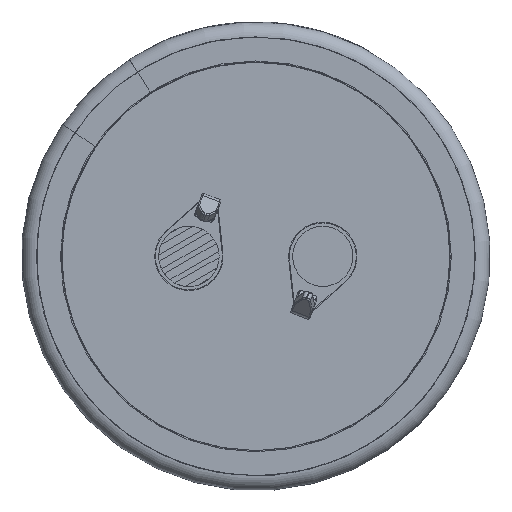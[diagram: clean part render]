
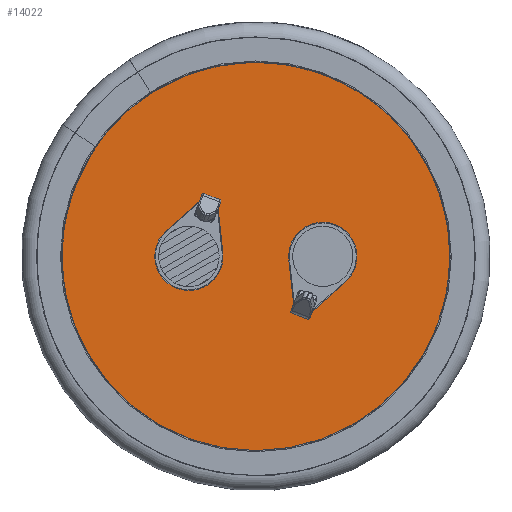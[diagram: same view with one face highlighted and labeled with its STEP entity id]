
A CAD part, front view. The second image highlights one B-rep face of the part: STEP entity #14022.
In plain terms, the highlighted planar face has unit normal (0, -1, 0).
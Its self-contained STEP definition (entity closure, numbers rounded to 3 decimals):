
#877=LINE('',#18095,#1534);
#878=LINE('',#18098,#1535);
#879=LINE('',#18100,#1536);
#880=LINE('',#18103,#1537);
#881=LINE('',#18106,#1538);
#882=LINE('',#18108,#1539);
#1534=VECTOR('',#15653,1000.);
#1535=VECTOR('',#15654,1000.);
#1536=VECTOR('',#15655,1000.);
#1537=VECTOR('',#15658,1000.);
#1538=VECTOR('',#15659,1000.);
#1539=VECTOR('',#15660,1000.);
#2238=ORIENTED_EDGE('',*,*,#5207,.T.);
#2239=ORIENTED_EDGE('',*,*,#5208,.F.);
#2240=ORIENTED_EDGE('',*,*,#5209,.F.);
#2241=ORIENTED_EDGE('',*,*,#5210,.F.);
#2242=ORIENTED_EDGE('',*,*,#5211,.F.);
#2243=ORIENTED_EDGE('',*,*,#5212,.T.);
#2244=ORIENTED_EDGE('',*,*,#5213,.T.);
#2245=ORIENTED_EDGE('',*,*,#5214,.T.);
#2246=ORIENTED_EDGE('',*,*,#5215,.T.);
#5207=EDGE_CURVE('',#6687,#6687,#7624,.T.);
#5208=EDGE_CURVE('',#6688,#6689,#877,.T.);
#5209=EDGE_CURVE('',#6690,#6688,#878,.T.);
#5210=EDGE_CURVE('',#6691,#6690,#879,.T.);
#5211=EDGE_CURVE('',#6689,#6691,#7625,.T.);
#5212=EDGE_CURVE('',#6692,#6693,#880,.T.);
#5213=EDGE_CURVE('',#6693,#6694,#881,.T.);
#5214=EDGE_CURVE('',#6694,#6695,#882,.T.);
#5215=EDGE_CURVE('',#6695,#6692,#7626,.T.);
#6687=VERTEX_POINT('',#18094);
#6688=VERTEX_POINT('',#18096);
#6689=VERTEX_POINT('',#18097);
#6690=VERTEX_POINT('',#18099);
#6691=VERTEX_POINT('',#18101);
#6692=VERTEX_POINT('',#18104);
#6693=VERTEX_POINT('',#18105);
#6694=VERTEX_POINT('',#18107);
#6695=VERTEX_POINT('',#18109);
#7624=CIRCLE('',#14684,14.59);
#7625=CIRCLE('',#14685,2.55);
#7626=CIRCLE('',#14686,2.55);
#7995=EDGE_LOOP('',(#2238));
#7996=EDGE_LOOP('',(#2239,#2240,#2241,#2242));
#7997=EDGE_LOOP('',(#2243,#2244,#2245,#2246));
#8720=FACE_BOUND('',#7995,.T.);
#8721=FACE_BOUND('',#7996,.T.);
#8722=FACE_BOUND('',#7997,.T.);
#9439=PLANE('',#14683);
#14022=ADVANCED_FACE('',(#8720,#8721,#8722),#9439,.T.);
#14683=AXIS2_PLACEMENT_3D('',#18092,#15649,#15650);
#14684=AXIS2_PLACEMENT_3D('',#18093,#15651,#15652);
#14685=AXIS2_PLACEMENT_3D('',#18102,#15656,#15657);
#14686=AXIS2_PLACEMENT_3D('',#18110,#15661,#15662);
#15649=DIRECTION('',(0.,-1.,0.));
#15650=DIRECTION('',(0.,0.,-1.));
#15651=DIRECTION('',(0.,-1.,0.));
#15652=DIRECTION('',(0.,0.,-1.));
#15653=DIRECTION('',(-0.748,0.,-0.664));
#15654=DIRECTION('',(-0.933,0.,0.36));
#15655=DIRECTION('',(-0.108,0.,0.994));
#15656=DIRECTION('',(0.,-1.,0.));
#15657=DIRECTION('',(0.,0.,1.));
#15658=DIRECTION('',(-0.748,0.,-0.664));
#15659=DIRECTION('',(-0.933,0.,0.36));
#15660=DIRECTION('',(-0.108,0.,0.994));
#15661=DIRECTION('',(0.,1.,0.));
#15662=DIRECTION('',(0.,0.,-1.));
#18092=CARTESIAN_POINT('',(0.,0.,0.));
#18093=CARTESIAN_POINT('',(0.,0.,0.));
#18094=CARTESIAN_POINT('',(0.,0.,-14.59));
#18095=CARTESIAN_POINT('',(-4.27,0.,4.059));
#18096=CARTESIAN_POINT('',(-4.27,0.,4.059));
#18097=CARTESIAN_POINT('',(-6.694,0.,1.906));
#18098=CARTESIAN_POINT('',(-2.814,0.,3.497));
#18099=CARTESIAN_POINT('',(-2.814,0.,3.497));
#18100=CARTESIAN_POINT('',(-2.465,0.,0.274));
#18101=CARTESIAN_POINT('',(-2.465,0.,0.274));
#18102=CARTESIAN_POINT('',(-5.,0.,0.));
#18103=CARTESIAN_POINT('',(6.694,0.,-1.906));
#18104=CARTESIAN_POINT('',(6.694,0.,-1.906));
#18105=CARTESIAN_POINT('',(4.27,0.,-4.059));
#18106=CARTESIAN_POINT('',(4.27,0.,-4.059));
#18107=CARTESIAN_POINT('',(2.814,0.,-3.497));
#18108=CARTESIAN_POINT('',(2.814,0.,-3.497));
#18109=CARTESIAN_POINT('',(2.465,0.,-0.274));
#18110=CARTESIAN_POINT('',(5.,0.,0.));
